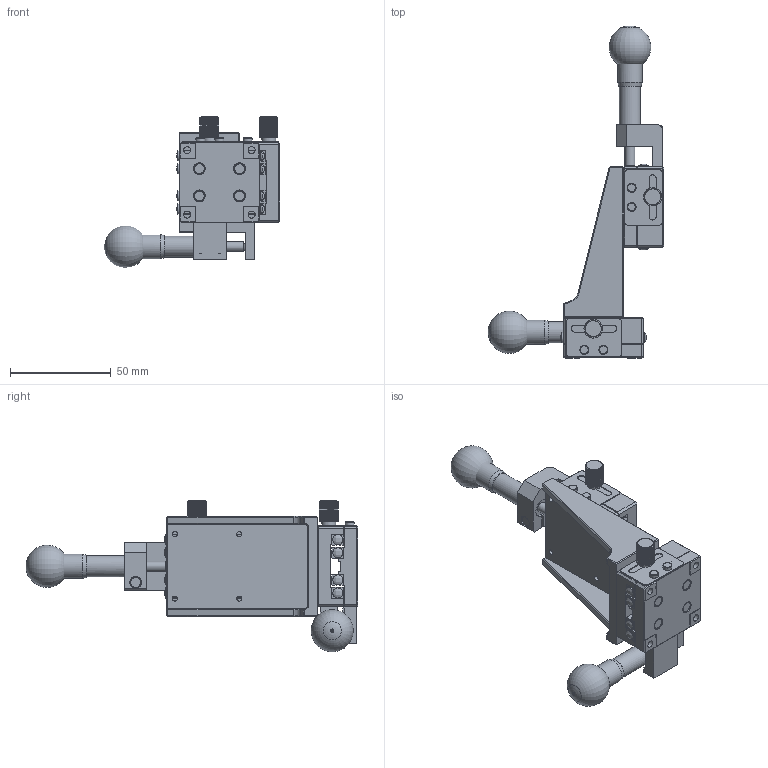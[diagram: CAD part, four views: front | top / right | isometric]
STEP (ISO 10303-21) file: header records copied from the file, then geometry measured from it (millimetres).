
FILE_DESCRIPTION (( 'STEP AP203' ), '1' );
FILE_NAME ('528891.STEP', '2024-11-13T03:15:23', ( 'Windows User' ), ( 'P R C' ), 'SwSTEP 2.0', 'SolidWorks 2020', '' );
FILE_SCHEMA (( 'CONFIG_CONTROL_DESIGN' ));
Length unit declared in the file: millimetre
Products named in the file (1): 528891
Bounding box: 87.24 x 164.99 x 75.2 mm (x, y, z)
Volume: 105906.6 mm3; surface area: 57504 mm2
Topology: 9 solids, 9 shells, 4743 faces, 9994 edges, 5343 vertices
Faces by surface type: bspline 2918, cylinder 929, plane 633, cone 259, torus 4
Full cylindrical faces by diameter (mm): 2.459 x16, 2.5 x4, 3 x3, 3.5 x12, 4.5 x4, 4.917 x2, 4.936 x1, 4.968 x1, 5 x18, 5.5 x23, 5.8 x2, 5.9 x19, 6 x4, 6.5 x8, 7 x2, 9 x2, 9.5 x1, 10.4 x1, 10.5 x1, 12 x1, 12.034 x2
Entity records: 175208 total; most frequent: CARTESIAN_POINT 108740, ORIENTED_EDGE 19520, EDGE_CURVE 9760, DIRECTION 6492, VERTEX_POINT 5297, EDGE_LOOP 5059, FACE_OUTER_BOUND 4890, ADVANCED_FACE 4743
